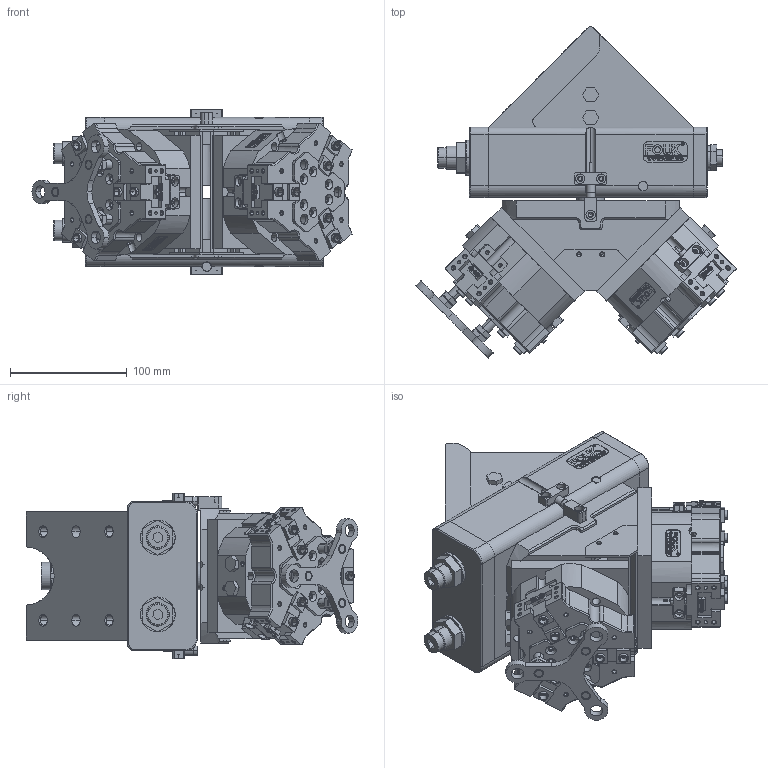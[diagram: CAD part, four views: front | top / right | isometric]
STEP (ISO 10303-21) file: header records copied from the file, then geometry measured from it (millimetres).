
FILE_DESCRIPTION (( 'STEP AP203' ), '1' );
FILE_NAME ('TG40-TZ75-119-180¡ã.STEP', '2024-12-20T09:24:37', ( 'USER-' ), ( 'Microsoft' ), 'SwSTEP 2.0', 'SolidWorks 2018', '' );
FILE_SCHEMA (( 'CONFIG_CONTROL_DESIGN' ));
Length unit declared in the file: millimetre
Products named in the file (61): TZ75-119-C30杅耀.sldasm-Part-1; TZ75-119-C30杅耀.sldasm-Part-27; TZ75-119-C30杅耀.sldasm-Part-16; TG40.sldasm-Part-28; TZ75-119-C30杅耀.sldasm-Part-4; TZ75-119-C30杅耀.sldasm-Part-18; TG40.sldasm-Part-34; TZ75-119-C30杅耀.sldasm-Part-19; TG40.sldasm-Part-9; TG40.sldasm-Part-37; TZ75-119-C30杅耀.sldasm-Part-6; TZ75-119-C30杅耀.sldasm-Part-11; TG40-M-02眻褒輸; TG40.sldasm-Part-11; TZ75-119-C30; TG40.sldasm-Part-14; 25x12-R3; TG40.sldasm-Part-12; TG40.sldasm-Part-41; TG40.sldasm-Part-29; TZ75-119-C30杅耀.sldasm-Part-29; TG40.sldasm-Part-22; TG40.sldasm-Part-35; M14杶蚾; 揤輸蚾饜极-2; 揤輸杅耀.sldasm-Part-9; TG40.sldasm-Part-25; TG40.sldasm-Part-26; TZ75-119-C30杅耀.sldasm-Part-8; 埴翐芛(GB_FASTENER_SCREWS_HSHCS M2X8-N); TZ75-119-C30杅耀.sldasm-Part-10; TZ75-119-C30杅耀.sldasm-Part-9; TG40.sldasm-Part-27; TG40.sldasm-Part-8; TZ75-119-C30杅耀.sldasm-Part-13; TG40.sldasm-Part-21; 蟀諉啣10; TZ75-119-C30杅耀.sldasm-Part-7; TZ75-119-C30杅耀.sldasm-Part-28; TG40.sldasm-Part-7 ...
Assembly tree (95 placements, depth 4):
  TG40-TZ75-119-180°
    TG40
      TG40.sldasm-Part-6
      TG40.sldasm-Part-7
      TG40.sldasm-Part-8
      TG40.sldasm-Part-9
      TG40.sldasm-Part-11
      TG40.sldasm-Part-12
      TG40.sldasm-Part-13
      TG40.sldasm-Part-14
      TG40.sldasm-Part-19
      TG40.sldasm-Part-20
      TG40.sldasm-Part-21
      TG40.sldasm-Part-22
      TG40.sldasm-Part-25
      TG40.sldasm-Part-26
      TG40.sldasm-Part-27
      TG40.sldasm-Part-28
      TG40.sldasm-Part-29
      TG40.sldasm-Part-34
      TG40.sldasm-Part-35
      TG40.sldasm-Part-37
      TG40.sldasm-Part-41
      TG40-M-12 茞癹弇傷裔
      M14杶蚾  x2
      M14-1.5-70蹟翐  x2
      TG40-M-02眻褒輸
      TG40-M-05遣喳傷裔
      38x18-R5
    蟀諉啣10  x2
    TZ75-119
      揤輸蚾饜极
        揤輸杅耀.sldasm-Part-9
        埴翐芛(GB_FASTENER_SCREWS_HSHCS M2X8-N)  x2
      揤輸蚾饜极-1
        揤輸杅耀.sldasm-Part-9
        埴翐芛(GB_FASTENER_SCREWS_HSHCS M2X8-N)  x2
      揤輸蚾饜极-2
        揤輸杅耀.sldasm-Part-9
        埴翐芛(GB_FASTENER_SCREWS_HSHCS M2X8-N)  x2
      TZ75-119-C30杅耀.sldasm-Part-9  x2
      TZ75-119-C30杅耀.sldasm-Part-10  x2
      TZ75-119-C30杅耀.sldasm-Part-11
      TZ75-119-C30杅耀.sldasm-Part-13
      TZ75-119-C30杅耀.sldasm-Part-16
      TZ75-119-C30杅耀.sldasm-Part-19
      TZ75-119-C30杅耀.sldasm-Part-21  x3
      TZ75-119-C30杅耀.sldasm-Part-23
      TZ75-119-C30杅耀.sldasm-Part-27
      TZ75-119-C30杅耀.sldasm-Part-28
      TZ75-119-C30杅耀.sldasm-Part-29
      25x12-R3
    TZ75-119-C30
      揤輸蚾饜极
        揤輸杅耀.sldasm-Part-9
        埴翐芛(GB_FASTENER_SCREWS_HSHCS M2X8-N)  x2
      揤輸蚾饜极-1
        揤輸杅耀.sldasm-Part-9
        埴翐芛(GB_FASTENER_SCREWS_HSHCS M2X8-N)  x2
      揤輸蚾饜极-2
Bounding box: 274.65 x 284.72 x 142 mm (x, y, z)
Volume: 4194348.4 mm3; surface area: 542151.6 mm2
Topology: 97 solids, 111 shells, 4752 faces, 12060 edges, 7638 vertices
Faces by surface type: plane 2200, cylinder 1286, cone 738, bspline 465, torus 63
Entity records: 101596 total; most frequent: CARTESIAN_POINT 27880, ORIENTED_EDGE 13900, DIRECTION 13354, EDGE_CURVE 6950, AXIS2_PLACEMENT_3D 4579, VERTEX_POINT 4483, LINE 4196, VECTOR 4196
